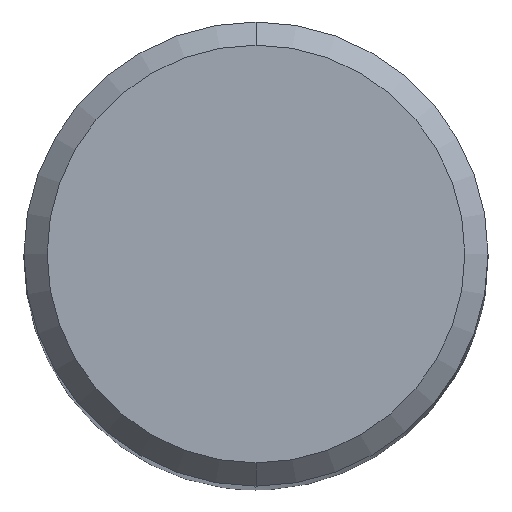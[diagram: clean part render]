
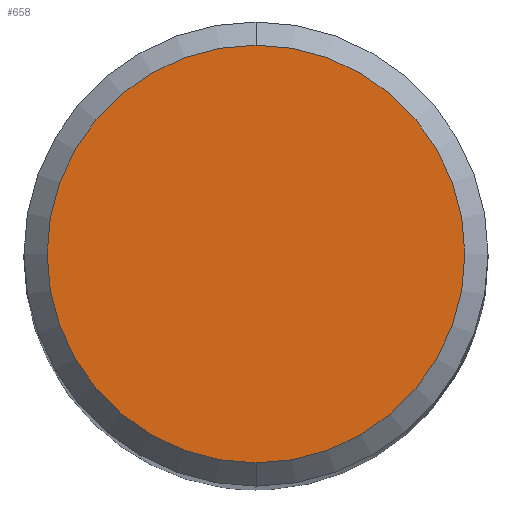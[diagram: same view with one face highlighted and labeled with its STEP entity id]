
A CAD part, top view. The second image highlights one B-rep face of the part: STEP entity #658.
In plain terms, the highlighted planar face has unit normal (0, 0, 1).
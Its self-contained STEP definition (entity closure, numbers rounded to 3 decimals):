
#408=VERTEX_POINT('',#1170);
#562=EDGE_CURVE('',#812,#408,#1343,.T.);
#658=ADVANCED_FACE('',(#1452),#1453,.T.);
#812=VERTEX_POINT('',#1615);
#866=EDGE_CURVE('',#408,#812,#1670,.T.);
#1170=CARTESIAN_POINT('',(0.,-4.5,0.0));
#1343=CIRCLE('',#2475,4.5);
#1452=FACE_OUTER_BOUND('',#3026,.T.);
#1453=PLANE('',#3027);
#1615=CARTESIAN_POINT('',(0.0,4.5,0.0));
#1670=CIRCLE('',#4067,4.5);
#2475=AXIS2_PLACEMENT_3D('',#5712,#5713,#5714);
#3026=EDGE_LOOP('',(#5859,#5860));
#3027=AXIS2_PLACEMENT_3D('',#5861,#5862,#5863);
#4067=AXIS2_PLACEMENT_3D('',#6012,#6013,#6014);
#5712=CARTESIAN_POINT('',(0.0,0.0,0.0));
#5713=DIRECTION('',(0.0,0.0,-1.0));
#5714=DIRECTION('',(0.0,1.0,0.0));
#5859=ORIENTED_EDGE('',*,*,#562,.F.);
#5860=ORIENTED_EDGE('',*,*,#866,.F.);
#5861=CARTESIAN_POINT('',(0.0,2.25,0.0));
#5862=DIRECTION('',(-0.0,0.0,1.0));
#5863=DIRECTION('',(0.0,-1.0,0.0));
#6012=CARTESIAN_POINT('',(0.0,0.0,0.0));
#6013=DIRECTION('',(0.0,0.0,-1.0));
#6014=DIRECTION('',(0.0,1.0,0.0));
